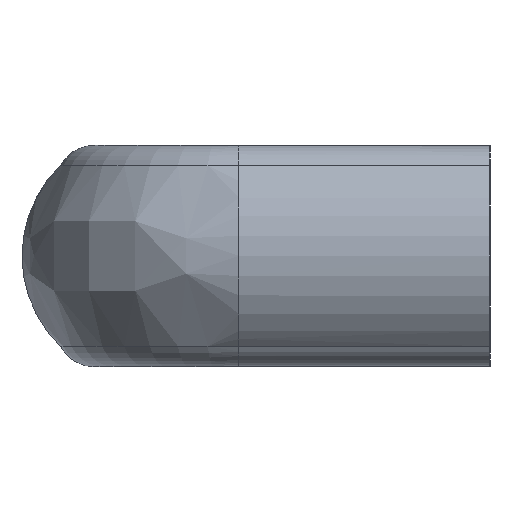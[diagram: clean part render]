
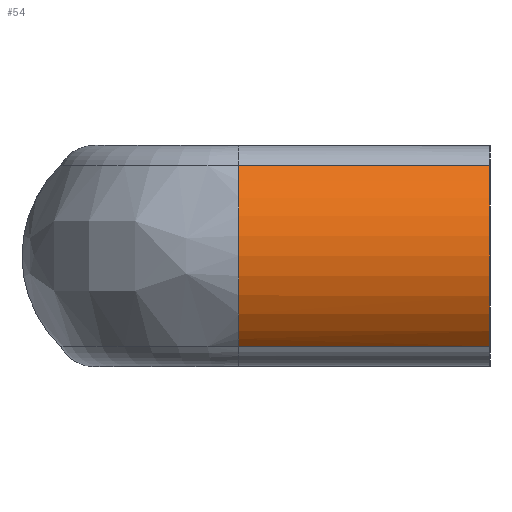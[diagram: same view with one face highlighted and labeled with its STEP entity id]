
A CAD part, left-side view. The second image highlights one B-rep face of the part: STEP entity #54.
In plain terms, the highlighted cylindrical face has radius 14.709 mm (diameter 29.418 mm), a partial arc.
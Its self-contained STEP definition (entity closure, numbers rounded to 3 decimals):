
#54 = ADVANCED_FACE( '', ( #129 ), #130, .T. );
#129 = FACE_OUTER_BOUND( '', #228, .T. );
#130 = CYLINDRICAL_SURFACE( '', #229, 14.709 );
#228 = EDGE_LOOP( '', ( #367, #368, #369, #370 ) );
#229 = AXIS2_PLACEMENT_3D( '', #371, #372, #373 );
#367 = ORIENTED_EDGE( '', *, *, #572, .T. );
#368 = ORIENTED_EDGE( '', *, *, #573, .F. );
#369 = ORIENTED_EDGE( '', *, *, #574, .F. );
#370 = ORIENTED_EDGE( '', *, *, #575, .T. );
#371 = CARTESIAN_POINT( '', ( 14.71, 0., 0. ) );
#372 = DIRECTION( '', ( 0., -1., 0. ) );
#373 = DIRECTION( '', ( 0., 0., 1. ) );
#572 = EDGE_CURVE( '', #654, #655, #656, .T. );
#573 = EDGE_CURVE( '', #657, #655, #658, .T. );
#574 = EDGE_CURVE( '', #659, #657, #660, .T. );
#575 = EDGE_CURVE( '', #659, #654, #661, .T. );
#654 = VERTEX_POINT( '', #762 );
#655 = VERTEX_POINT( '', #763 );
#656 = B_SPLINE_CURVE_WITH_KNOTS( '', 3, ( #764, #765, #766, #767, #768, #769, #770, #771, #772, #773, #774, #775, #776, #777, #778, #779, #780, #781 ), .UNSPECIFIED., .F., .F., ( 4, 2, 2, 2, 2, 2, 2, 2, 4 ), ( 0., 0.125, 0.25, 0.375, 0.5, 0.625, 0.75, 0.875, 1. ), .UNSPECIFIED. );
#657 = VERTEX_POINT( '', #782 );
#658 = LINE( '', #783, #784 );
#659 = VERTEX_POINT( '', #785 );
#660 = CIRCLE( '', #786, 14.709 );
#661 = LINE( '', #787, #788 );
#762 = CARTESIAN_POINT( '', ( 4.529, 29.5, 10.616 ) );
#763 = CARTESIAN_POINT( '', ( 4.529, 29.5, -10.617 ) );
#764 = CARTESIAN_POINT( '', ( 4.529, 29.5, 10.616 ) );
#765 = CARTESIAN_POINT( '', ( 3.816, 29.5, 9.932 ) );
#766 = CARTESIAN_POINT( '', ( 3.172, 29.5, 9.176 ) );
#767 = CARTESIAN_POINT( '', ( 2.048, 29.5, 7.55 ) );
#768 = CARTESIAN_POINT( '', ( 1.568, 29.5, 6.68 ) );
#769 = CARTESIAN_POINT( '', ( 0.793, 29.5, 4.862 ) );
#770 = CARTESIAN_POINT( '', ( 0.497, 29.5, 3.913 ) );
#771 = CARTESIAN_POINT( '', ( 0.101, 29.5, 1.977 ) );
#772 = CARTESIAN_POINT( '', ( 0.001, 29.5, 0.988 ) );
#773 = CARTESIAN_POINT( '', ( 0.001, 29.5, -0.988 ) );
#774 = CARTESIAN_POINT( '', ( 0.101, 29.5, -1.977 ) );
#775 = CARTESIAN_POINT( '', ( 0.497, 29.5, -3.913 ) );
#776 = CARTESIAN_POINT( '', ( 0.793, 29.5, -4.862 ) );
#777 = CARTESIAN_POINT( '', ( 1.568, 29.5, -6.68 ) );
#778 = CARTESIAN_POINT( '', ( 2.048, 29.5, -7.55 ) );
#779 = CARTESIAN_POINT( '', ( 3.172, 29.5, -9.176 ) );
#780 = CARTESIAN_POINT( '', ( 3.816, 29.5, -9.932 ) );
#781 = CARTESIAN_POINT( '', ( 4.529, 29.5, -10.616 ) );
#782 = CARTESIAN_POINT( '', ( 4.529, 0., -10.616 ) );
#783 = CARTESIAN_POINT( '', ( 4.529, 0., -10.616 ) );
#784 = VECTOR( '', #1090, 1000. );
#785 = CARTESIAN_POINT( '', ( 4.529, 0., 10.616 ) );
#786 = AXIS2_PLACEMENT_3D( '', #1091, #1092, #1093 );
#787 = CARTESIAN_POINT( '', ( 4.529, 0., 10.616 ) );
#788 = VECTOR( '', #1094, 1000. );
#1090 = DIRECTION( '', ( 0., 1., 0. ) );
#1091 = CARTESIAN_POINT( '', ( 14.71, 0., 0. ) );
#1092 = DIRECTION( '', ( 0., -1., 0. ) );
#1093 = DIRECTION( '', ( 0., 0., 1. ) );
#1094 = DIRECTION( '', ( 0., 1., 0. ) );
